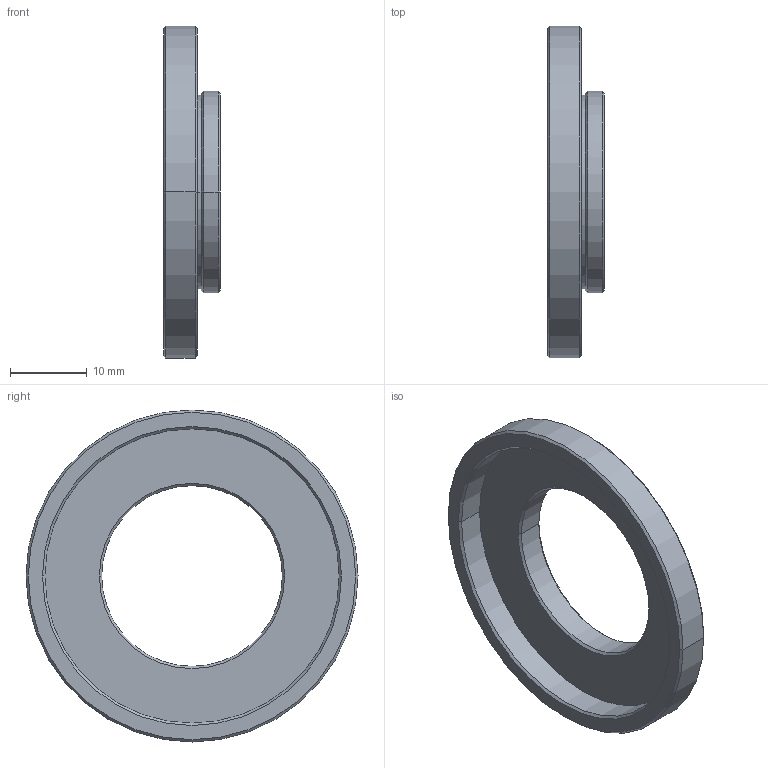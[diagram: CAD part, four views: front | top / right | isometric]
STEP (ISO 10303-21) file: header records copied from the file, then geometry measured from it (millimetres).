
FILE_DESCRIPTION (( 'STEP AP203' ), '1' );
FILE_NAME ('TA1-SM1.5A.STEP', '2025-10-15T09:43:12', ( '' ), ( '' ), 'SwSTEP 2.0', 'SolidWorks 2020', '' );
FILE_SCHEMA (( 'CONFIG_CONTROL_DESIGN' ));
Length unit declared in the file: millimetre
Products named in the file (1): TA1-SM1.5A
Bounding box: 7.4 x 43.2 x 43.2 mm (x, y, z)
Volume: 2218.8 mm3; surface area: 3579.1 mm2
Topology: 1 solids, 1 shells, 336 faces, 913 edges, 604 vertices
Faces by surface type: plane 226, bspline 86, cone 14, cylinder 10
Entity records: 12364 total; most frequent: CARTESIAN_POINT 5148, ORIENTED_EDGE 1826, EDGE_CURVE 913, DIRECTION 883, VERTEX_POINT 604, B_SPLINE_CURVE_WITH_KNOTS 566, EDGE_LOOP 363, ADVANCED_FACE 336
